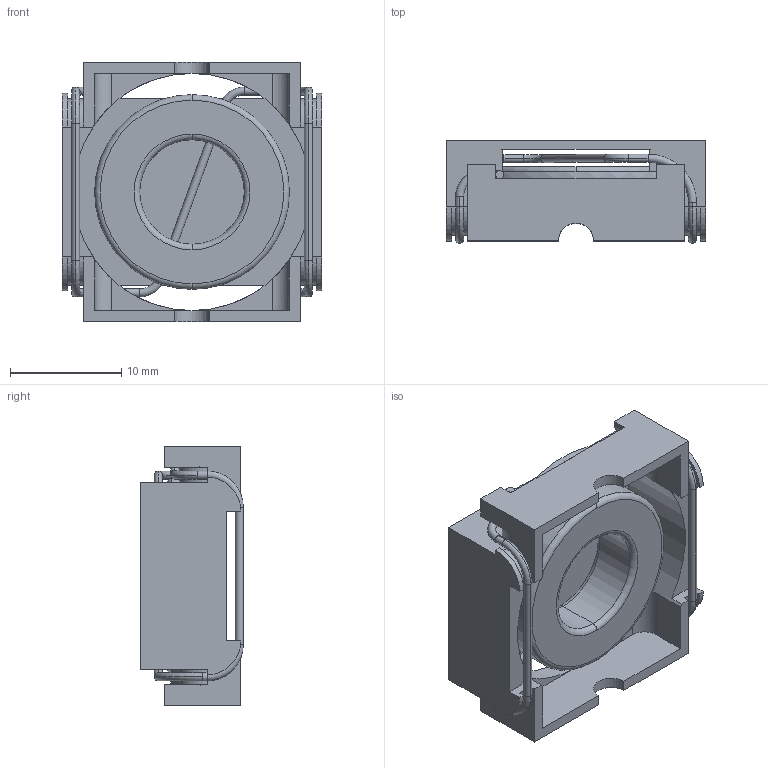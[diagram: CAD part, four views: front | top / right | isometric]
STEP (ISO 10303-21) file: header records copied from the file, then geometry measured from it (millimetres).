
FILE_DESCRIPTION (( 'STEP AP203' ), '1' );
FILE_NAME ('PE-54040SNL.STEP', '2015-06-18T21:51:21', ( 'Pulse Employee' ), ( 'Pulse Electronics' ), 'SwSTEP 2.0', 'SolidWorks 2012', '' );
FILE_SCHEMA (( 'CONFIG_CONTROL_DESIGN' ));
Length unit declared in the file: millimetre
Products named in the file (1): PE-54040SNL
Bounding box: 23.37 x 9.23 x 23.37 mm (x, y, z)
Surface area: 3158.2 mm2 (no closed solid volume)
Topology: 0 solids, 3 shells, 422 faces, 1406 edges, 933 vertices
Faces by surface type: plane 231, bspline 94, cylinder 61, torus 36
Entity records: 19092 total; most frequent: CARTESIAN_POINT 7620, ORIENTED_EDGE 2402, DIRECTION 1997, EDGE_CURVE 1406, LINE 973, VECTOR 973, VERTEX_POINT 933, AXIS2_PLACEMENT_3D 512
